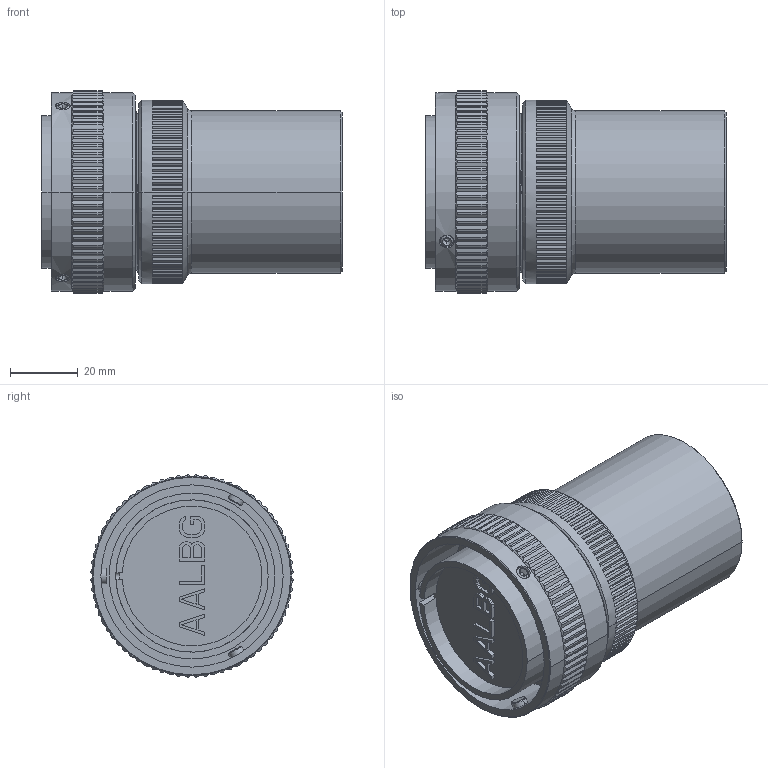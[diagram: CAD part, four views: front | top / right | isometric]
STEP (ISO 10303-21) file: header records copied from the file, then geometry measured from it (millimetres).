
FILE_DESCRIPTION((''),'2;1');
FILE_NAME('VG95234_3106-32_SW0001','2023-03-22T10:39:37',('paultorloting'),('NET AG system integration'),'CREO PARAMETRIC BY PTC INC, 2021404','CREO PARAMETRIC BY PTC INC, 2021404','');
FILE_SCHEMA(('AUTOMOTIVE_DESIGN { 1 0 10303 214 1 1 1 1 }'));
Length unit declared in the file: millimetre
Products named in the file (1): VG95234_3106-32_SW0001
Bounding box: 88.5 x 59.58 x 59.58 mm (x, y, z)
Volume: 164336.7 mm3; surface area: 30266.6 mm2
Topology: 1 solids, 1 shells, 950 faces, 2513 edges, 1592 vertices
Faces by surface type: plane 764, cylinder 118, cone 48, torus 10, bspline 10
Entity records: 40063 total; most frequent: CARTESIAN_POINT 11974, ORIENTED_EDGE 5014, DIRECTION 4594, EDGE_CURVE 2507, VECTOR 1617, LINE 1617, VERTEX_POINT 1592, AXIS2_PLACEMENT_3D 1487
